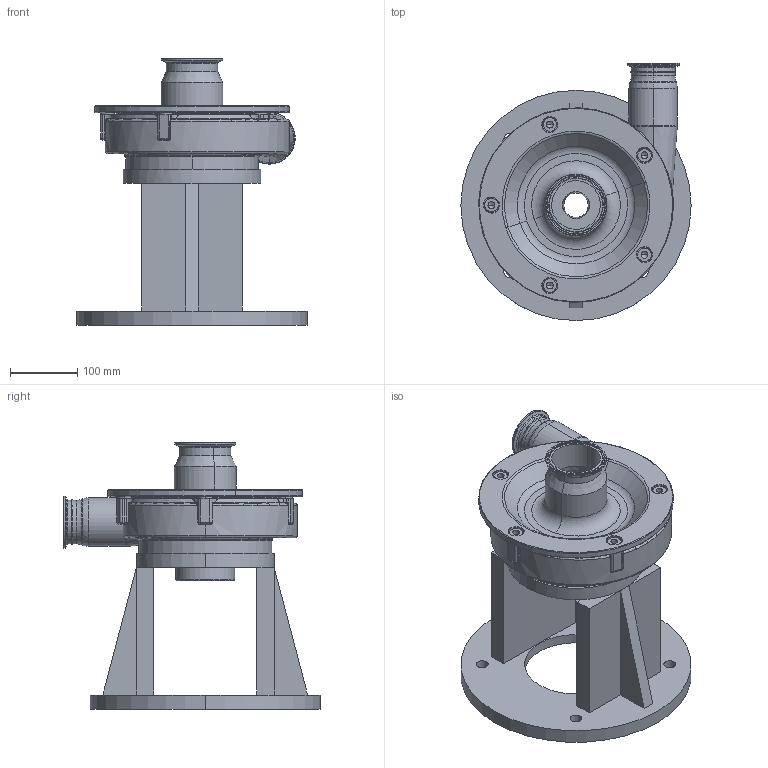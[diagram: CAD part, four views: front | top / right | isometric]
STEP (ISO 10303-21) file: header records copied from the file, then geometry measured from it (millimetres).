
FILE_DESCRIPTION (( 'STEP AP214' ), '1' );
FILE_NAME ('FP 3542 320TSC VERT.STEP', '2023-02-03T20:36:33', ( '' ), ( '' ), 'SwSTEP 2.0', 'SolidWorks 2021', '' );
FILE_SCHEMA (( 'AUTOMOTIVE_DESIGN' ));
Length unit declared in the file: millimetre
Products named in the file (1): FP 3542 320TSC VERT
Bounding box: 343 x 382.5 x 396.5 mm (x, y, z)
Volume: 6270311.5 mm3; surface area: 844768.1 mm2
Topology: 1 solids, 1 shells, 470 faces, 1109 edges, 638 vertices
Faces by surface type: cylinder 140, torus 88, bspline 75, plane 72, cone 70, sphere 25
Entity records: 17016 total; most frequent: CARTESIAN_POINT 6453, DIRECTION 2334, ORIENTED_EDGE 2160, EDGE_CURVE 1080, AXIS2_PLACEMENT_3D 1017, VERTEX_POINT 636, CIRCLE 621, EDGE_LOOP 520
